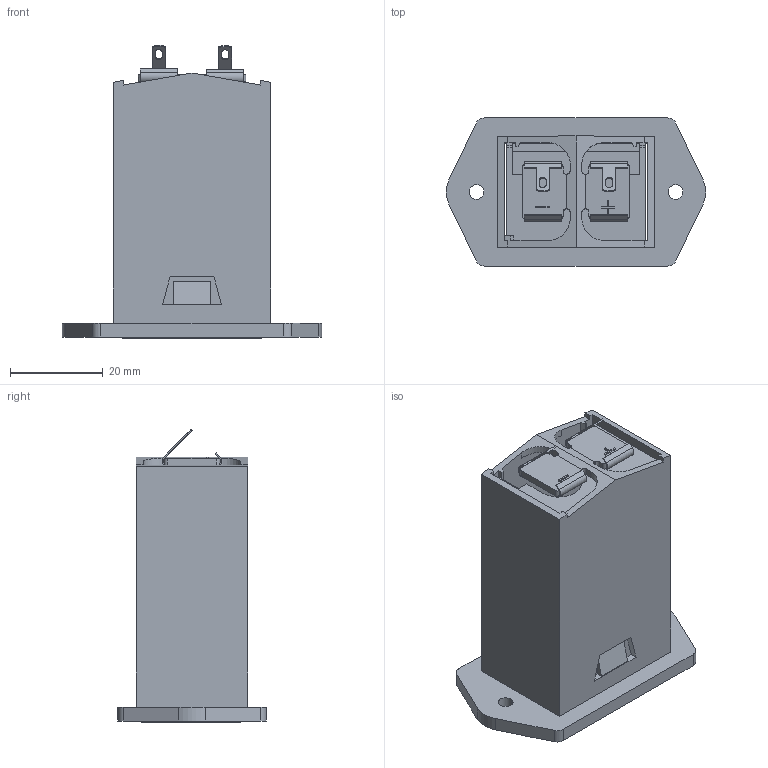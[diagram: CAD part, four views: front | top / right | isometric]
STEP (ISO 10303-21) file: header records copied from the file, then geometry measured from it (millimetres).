
FILE_DESCRIPTION(('STEP AP242'),'1');
FILE_NAME('bx0023.stp','2023-03-08T08:27:20',('TraceParts'),('TraceParts S.A.'),'Spatial InterOp 3D',' ',' ');
FILE_SCHEMA(('AP242_MANAGED_MODEL_BASED_3D_ENGINEERING_MIM_LF {1 0 10303 442 1 1 4}'));
Length unit declared in the file: millimetre
Products named in the file (1): bx0023
Bounding box: 56 x 32 x 63.35 mm (x, y, z)
Volume: 17777.9 mm3; surface area: 21757.9 mm2
Topology: 1 solids, 1 shells, 1191 faces, 3388 edges, 2254 vertices
Faces by surface type: plane 1087, cylinder 90, bspline 10, sphere 4
Entity records: 48482 total; most frequent: CARTESIAN_POINT 7722, ORIENTED_EDGE 6768, DIRECTION 5942, EDGE_CURVE 3384, LINE 3146, VECTOR 3146, VERTEX_POINT 2254, AXIS2_PLACEMENT_3D 1398
